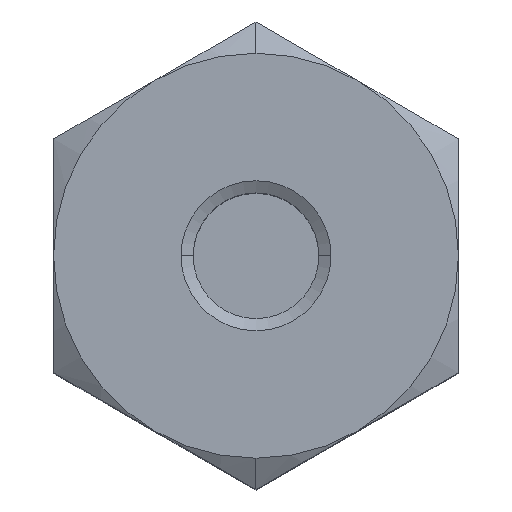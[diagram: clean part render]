
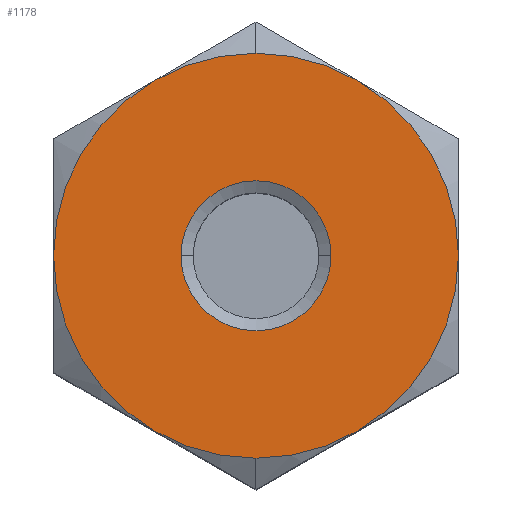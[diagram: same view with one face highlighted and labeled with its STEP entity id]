
A CAD part, top view. The second image highlights one B-rep face of the part: STEP entity #1178.
In plain terms, the highlighted planar face has unit normal (0, 0, 1).
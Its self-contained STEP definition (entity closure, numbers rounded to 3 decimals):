
#544=EDGE_CURVE('',#1018,#1036,#1503,.T.);
#562=VERTEX_POINT('',#1523);
#706=EDGE_CURVE('',#782,#1018,#1681,.T.);
#746=EDGE_CURVE('',#1204,#786,#1725,.T.);
#782=VERTEX_POINT('',#1766);
#786=VERTEX_POINT('',#1770);
#852=EDGE_CURVE('',#1166,#562,#1844,.T.);
#998=EDGE_CURVE('',#1174,#1324,#2001,.T.);
#1018=VERTEX_POINT('',#2025);
#1026=EDGE_CURVE('',#1036,#1204,#2033,.T.);
#1036=VERTEX_POINT('',#2044);
#1110=EDGE_CURVE('',#1226,#782,#2131,.T.);
#1166=VERTEX_POINT('',#2193);
#1174=VERTEX_POINT('',#2202);
#1176=EDGE_CURVE('',#1324,#1174,#2204,.T.);
#1178=ADVANCED_FACE('',(#2206,#2207),#2208,.T.);
#1204=VERTEX_POINT('',#2235);
#1218=EDGE_CURVE('',#786,#1166,#2252,.T.);
#1226=VERTEX_POINT('',#2261);
#1324=VERTEX_POINT('',#2371);
#1368=EDGE_CURVE('',#562,#1226,#2421,.T.);
#1503=CIRCLE('',#2587,13.5);
#1523=CARTESIAN_POINT('',(0.,13.5,0.));
#1681=CIRCLE('',#2953,13.5);
#1725=CIRCLE('',#3042,13.5);
#1766=CARTESIAN_POINT('',(13.5,0.,0.));
#1770=CARTESIAN_POINT('',(-13.5,0.,0.));
#1844=CIRCLE('',#3297,13.5);
#2001=CIRCLE('',#3600,5.);
#2025=CARTESIAN_POINT('',(6.75,-11.691,0.));
#2033=CIRCLE('',#3651,13.5);
#2044=CARTESIAN_POINT('',(0.,-13.5,0.));
#2131=CIRCLE('',#3826,13.5);
#2193=CARTESIAN_POINT('',(-6.75,11.691,0.));
#2202=CARTESIAN_POINT('',(5.,0.,0.));
#2204=CIRCLE('',#3989,5.);
#2206=FACE_BOUND('',#3991,.T.);
#2207=FACE_OUTER_BOUND('',#3992,.T.);
#2208=PLANE('',#3993);
#2235=CARTESIAN_POINT('',(-6.75,-11.691,0.));
#2252=CIRCLE('',#4073,13.5);
#2261=CARTESIAN_POINT('',(6.75,11.691,0.));
#2371=CARTESIAN_POINT('',(-5.,0.,0.));
#2421=CIRCLE('',#4359,13.5);
#2587=AXIS2_PLACEMENT_3D('',#4562,#4563,#4564);
#2953=AXIS2_PLACEMENT_3D('',#4741,#4742,#4743);
#3042=AXIS2_PLACEMENT_3D('',#4793,#4794,#4795);
#3297=AXIS2_PLACEMENT_3D('',#4922,#4923,#4924);
#3600=AXIS2_PLACEMENT_3D('',#5087,#5088,#5089);
#3651=AXIS2_PLACEMENT_3D('',#5138,#5139,#5140);
#3826=AXIS2_PLACEMENT_3D('',#5278,#5279,#5280);
#3989=AXIS2_PLACEMENT_3D('',#5347,#5348,#5349);
#3991=EDGE_LOOP('',(#5351,#5352));
#3992=EDGE_LOOP('',(#5353,#5354,#5355,#5356,#5357,#5358,#5359,#5360));
#3993=AXIS2_PLACEMENT_3D('',#5361,#5362,#5363);
#4073=AXIS2_PLACEMENT_3D('',#5414,#5415,#5416);
#4359=AXIS2_PLACEMENT_3D('',#5605,#5606,#5607);
#4562=CARTESIAN_POINT('',(0.,0.,0.));
#4563=DIRECTION('',(0.,0.,-1.0));
#4564=DIRECTION('',(0.,1.0,0.));
#4741=CARTESIAN_POINT('',(0.,0.,0.));
#4742=DIRECTION('',(0.,0.,-1.0));
#4743=DIRECTION('',(0.,1.0,0.));
#4793=CARTESIAN_POINT('',(0.,0.,0.));
#4794=DIRECTION('',(0.,0.,-1.0));
#4795=DIRECTION('',(0.,1.0,0.));
#4922=CARTESIAN_POINT('',(0.,0.,0.));
#4923=DIRECTION('',(0.,0.,-1.0));
#4924=DIRECTION('',(0.,1.0,0.));
#5087=CARTESIAN_POINT('',(0.,0.,0.));
#5088=DIRECTION('',(0.,0.,-1.0));
#5089=DIRECTION('',(-1.0,0.,0.));
#5138=CARTESIAN_POINT('',(0.,0.,0.));
#5139=DIRECTION('',(0.,0.,-1.0));
#5140=DIRECTION('',(0.,1.0,0.));
#5278=CARTESIAN_POINT('',(0.,0.,0.));
#5279=DIRECTION('',(0.,0.,-1.0));
#5280=DIRECTION('',(0.,1.0,0.));
#5347=CARTESIAN_POINT('',(0.,0.,0.));
#5348=DIRECTION('',(0.,0.,-1.0));
#5349=DIRECTION('',(-1.0,0.,0.));
#5351=ORIENTED_EDGE('',*,*,#1176,.T.);
#5352=ORIENTED_EDGE('',*,*,#998,.T.);
#5353=ORIENTED_EDGE('',*,*,#852,.F.);
#5354=ORIENTED_EDGE('',*,*,#1218,.F.);
#5355=ORIENTED_EDGE('',*,*,#746,.F.);
#5356=ORIENTED_EDGE('',*,*,#1026,.F.);
#5357=ORIENTED_EDGE('',*,*,#544,.F.);
#5358=ORIENTED_EDGE('',*,*,#706,.F.);
#5359=ORIENTED_EDGE('',*,*,#1110,.F.);
#5360=ORIENTED_EDGE('',*,*,#1368,.F.);
#5361=CARTESIAN_POINT('',(0.,8.845,0.));
#5362=DIRECTION('',(0.,0.,1.0));
#5363=DIRECTION('',(0.,1.0,0.));
#5414=CARTESIAN_POINT('',(0.,0.,0.));
#5415=DIRECTION('',(0.,0.,-1.0));
#5416=DIRECTION('',(0.,1.0,0.));
#5605=CARTESIAN_POINT('',(0.,0.,0.));
#5606=DIRECTION('',(0.,0.,-1.0));
#5607=DIRECTION('',(0.,1.0,0.));
